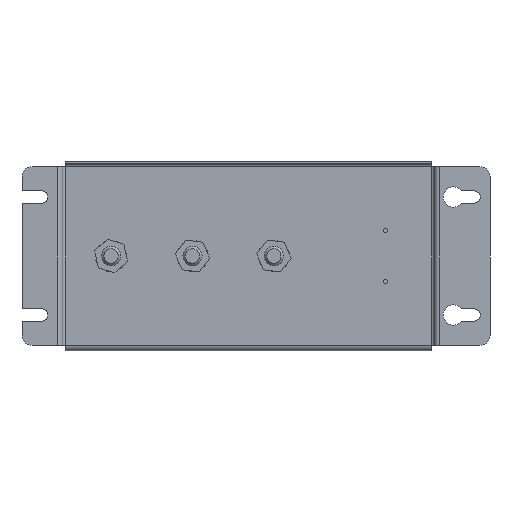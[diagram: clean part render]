
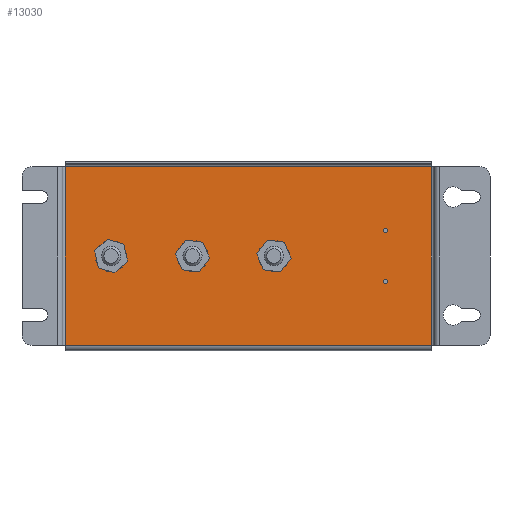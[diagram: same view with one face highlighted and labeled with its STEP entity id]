
A CAD part, front view. The second image highlights one B-rep face of the part: STEP entity #13030.
In plain terms, the highlighted planar face has unit normal (0, -1, 0).
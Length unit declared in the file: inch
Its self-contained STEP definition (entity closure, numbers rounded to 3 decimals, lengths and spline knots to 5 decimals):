
#304=FACE_BOUND('',#1829,.T.);
#305=FACE_BOUND('',#1830,.T.);
#306=FACE_BOUND('',#1831,.T.);
#307=FACE_BOUND('',#1832,.T.);
#308=FACE_BOUND('',#1833,.T.);
#501=PLANE('',#14131);
#1064=FACE_OUTER_BOUND('',#1828,.T.);
#1828=EDGE_LOOP('',(#9336,#9337,#9338,#9339));
#1829=EDGE_LOOP('',(#9340));
#1830=EDGE_LOOP('',(#9341));
#1831=EDGE_LOOP('',(#9342));
#1832=EDGE_LOOP('',(#9343));
#1833=EDGE_LOOP('',(#9344));
#2723=LINE('',#19560,#4043);
#2759=LINE('',#19691,#4079);
#2765=LINE('',#19710,#4085);
#2779=LINE('',#19745,#4099);
#4043=VECTOR('',#15532,0.3937);
#4079=VECTOR('',#15688,0.3937);
#4085=VECTOR('',#15714,0.3937);
#4099=VECTOR('',#15754,0.3937);
#5327=CIRCLE('',#14080,0.052);
#5330=CIRCLE('',#14084,0.052);
#5333=CIRCLE('',#14088,0.25);
#5336=CIRCLE('',#14092,0.25);
#5339=CIRCLE('',#14096,0.25);
#5892=VERTEX_POINT('',#19557);
#5893=VERTEX_POINT('',#19559);
#5913=VERTEX_POINT('',#19638);
#5916=VERTEX_POINT('',#19646);
#5919=VERTEX_POINT('',#19654);
#5922=VERTEX_POINT('',#19662);
#5925=VERTEX_POINT('',#19670);
#5928=VERTEX_POINT('',#19684);
#5931=VERTEX_POINT('',#19705);
#7158=EDGE_CURVE('',#5893,#5892,#2723,.T.);
#7198=EDGE_CURVE('',#5913,#5913,#5327,.T.);
#7202=EDGE_CURVE('',#5916,#5916,#5330,.T.);
#7206=EDGE_CURVE('',#5919,#5919,#5333,.T.);
#7210=EDGE_CURVE('',#5922,#5922,#5336,.T.);
#7214=EDGE_CURVE('',#5925,#5925,#5339,.T.);
#7224=EDGE_CURVE('',#5928,#5893,#2759,.T.);
#7234=EDGE_CURVE('',#5892,#5931,#2765,.T.);
#7252=EDGE_CURVE('',#5931,#5928,#2779,.T.);
#9336=ORIENTED_EDGE('',*,*,#7252,.T.);
#9337=ORIENTED_EDGE('',*,*,#7224,.T.);
#9338=ORIENTED_EDGE('',*,*,#7158,.T.);
#9339=ORIENTED_EDGE('',*,*,#7234,.T.);
#9340=ORIENTED_EDGE('',*,*,#7198,.T.);
#9341=ORIENTED_EDGE('',*,*,#7202,.T.);
#9342=ORIENTED_EDGE('',*,*,#7206,.T.);
#9343=ORIENTED_EDGE('',*,*,#7210,.T.);
#9344=ORIENTED_EDGE('',*,*,#7214,.T.);
#13030=ADVANCED_FACE('',(#1064,#304,#305,#306,#307,#308),#501,.F.);
#14080=AXIS2_PLACEMENT_3D('',#19640,#15625,#15626);
#14084=AXIS2_PLACEMENT_3D('',#19648,#15634,#15635);
#14088=AXIS2_PLACEMENT_3D('',#19656,#15643,#15644);
#14092=AXIS2_PLACEMENT_3D('',#19664,#15652,#15653);
#14096=AXIS2_PLACEMENT_3D('',#19672,#15661,#15662);
#14131=AXIS2_PLACEMENT_3D('',#19747,#15757,#15758);
#15532=DIRECTION('',(1.,0.,0.));
#15625=DIRECTION('center_axis',(0.,1.,0.));
#15626=DIRECTION('ref_axis',(1.,0.,0.));
#15634=DIRECTION('center_axis',(0.,1.,0.));
#15635=DIRECTION('ref_axis',(1.,0.,0.));
#15643=DIRECTION('center_axis',(0.,1.,0.));
#15644=DIRECTION('ref_axis',(1.,0.,0.));
#15652=DIRECTION('center_axis',(0.,1.,0.));
#15653=DIRECTION('ref_axis',(1.,0.,0.));
#15661=DIRECTION('center_axis',(0.,1.,0.));
#15662=DIRECTION('ref_axis',(1.,0.,0.));
#15688=DIRECTION('',(0.,0.,-1.));
#15714=DIRECTION('',(0.,0.,1.));
#15754=DIRECTION('',(-1.,0.,0.));
#15757=DIRECTION('center_axis',(0.,1.,0.));
#15758=DIRECTION('ref_axis',(0.,0.,1.));
#19557=CARTESIAN_POINT('',(4.5,0.,-2.2));
#19559=CARTESIAN_POINT('',(-4.5,0.,-2.2));
#19560=CARTESIAN_POINT('',(-4.5,0.,-2.2));
#19638=CARTESIAN_POINT('',(3.316,0.,-0.625));
#19640=CARTESIAN_POINT('Origin',(3.368,0.,-0.625));
#19646=CARTESIAN_POINT('',(3.316,0.,0.625));
#19648=CARTESIAN_POINT('Origin',(3.368,0.,0.625));
#19654=CARTESIAN_POINT('',(-1.625,0.,0.));
#19656=CARTESIAN_POINT('Origin',(-1.375,0.,0.));
#19662=CARTESIAN_POINT('',(-3.625,0.,0.));
#19664=CARTESIAN_POINT('Origin',(-3.375,0.,0.));
#19670=CARTESIAN_POINT('',(0.375,0.,0.));
#19672=CARTESIAN_POINT('Origin',(0.625,0.,0.));
#19684=CARTESIAN_POINT('',(-4.5,0.,2.2));
#19691=CARTESIAN_POINT('',(-4.5,0.,2.2));
#19705=CARTESIAN_POINT('',(4.5,0.,2.2));
#19710=CARTESIAN_POINT('',(4.5,0.,-2.2));
#19745=CARTESIAN_POINT('',(4.5,0.,2.2));
#19747=CARTESIAN_POINT('Origin',(0.,0.,0.));
